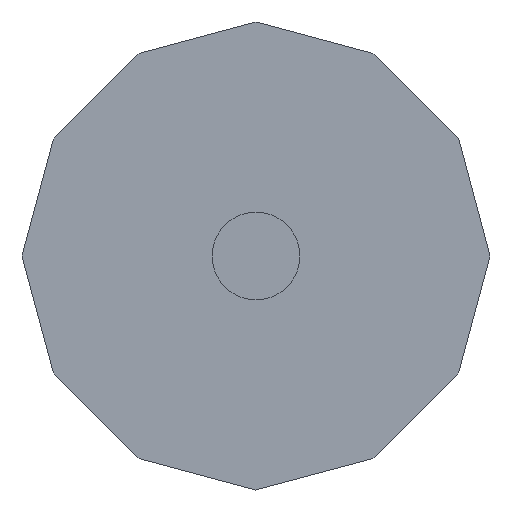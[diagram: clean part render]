
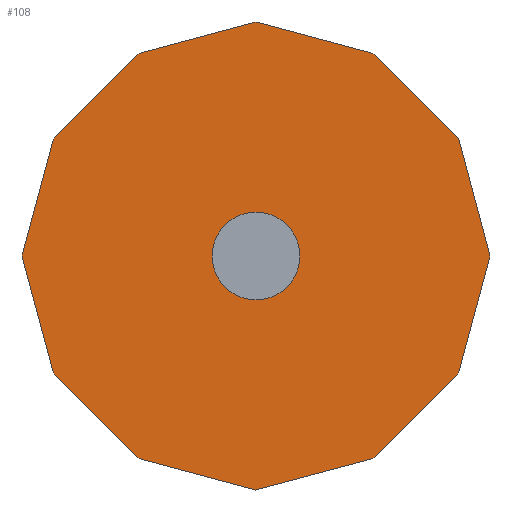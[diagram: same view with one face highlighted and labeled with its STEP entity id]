
A CAD part, front view. The second image highlights one B-rep face of the part: STEP entity #108.
In plain terms, the highlighted planar face has unit normal (0, -1, 0).
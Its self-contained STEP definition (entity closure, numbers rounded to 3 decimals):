
#20 = EDGE_LOOP ( 'NONE', ( #972, #212 ) ) ;
#22 = LINE ( 'NONE', #1840, #114 ) ;
#31 = AXIS2_PLACEMENT_3D ( 'NONE', #1109, #1943, #1328 ) ;
#51 = DIRECTION ( 'NONE',  ( 0., -1., 0. ) ) ;
#91 = EDGE_CURVE ( 'NONE', #908, #359, #1970, .T. ) ;
#105 = VECTOR ( 'NONE', #962, 1000. ) ;
#108 = ADVANCED_FACE ( 'NONE', ( #2573, #1138 ), #710, .T. ) ;
#114 = VECTOR ( 'NONE', #1461, 1000. ) ;
#145 = LINE ( 'NONE', #2220, #1087 ) ;
#154 = LINE ( 'NONE', #970, #1341 ) ;
#185 = VECTOR ( 'NONE', #1517, 1000. ) ;
#189 = ORIENTED_EDGE ( 'NONE', *, *, #251, .T. ) ;
#212 = ORIENTED_EDGE ( 'NONE', *, *, #558, .F. ) ;
#241 = CARTESIAN_POINT ( 'NONE',  ( 6., -3., 10.392 ) ) ;
#251 = EDGE_CURVE ( 'NONE', #2590, #2588, #154, .T. ) ;
#276 = VERTEX_POINT ( 'NONE', #1191 ) ;
#279 = DIRECTION ( 'NONE',  ( 0., -1., 0. ) ) ;
#314 = VECTOR ( 'NONE', #1576, 1000. ) ;
#324 = CARTESIAN_POINT ( 'NONE',  ( -6., -3., 10.392 ) ) ;
#345 = CARTESIAN_POINT ( 'NONE',  ( 12., -3., 0. ) ) ;
#349 = EDGE_CURVE ( 'NONE', #2500, #1187, #1289, .T. ) ;
#359 = VERTEX_POINT ( 'NONE', #1080 ) ;
#443 = ORIENTED_EDGE ( 'NONE', *, *, #1930, .T. ) ;
#494 = DIRECTION ( 'NONE',  ( 0., 0., -1. ) ) ;
#496 = CARTESIAN_POINT ( 'NONE',  ( -6., -3., 10.392 ) ) ;
#513 = EDGE_CURVE ( 'NONE', #2082, #908, #2556, .T. ) ;
#516 = CARTESIAN_POINT ( 'NONE',  ( 0., -3., 0. ) ) ;
#528 = ORIENTED_EDGE ( 'NONE', *, *, #1008, .T. ) ;
#529 = EDGE_CURVE ( 'NONE', #2588, #647, #2364, .T. ) ;
#558 = EDGE_CURVE ( 'NONE', #1486, #276, #2362, .T. ) ;
#590 = CARTESIAN_POINT ( 'NONE',  ( 12., -3., 0. ) ) ;
#603 = ORIENTED_EDGE ( 'NONE', *, *, #513, .T. ) ;
#611 = AXIS2_PLACEMENT_3D ( 'NONE', #1656, #51, #2508 ) ;
#620 = VECTOR ( 'NONE', #2189, 1000. ) ;
#637 = EDGE_CURVE ( 'NONE', #1187, #850, #22, .T. ) ;
#647 = VERTEX_POINT ( 'NONE', #590 ) ;
#710 = PLANE ( 'NONE',  #1476 ) ;
#835 = CARTESIAN_POINT ( 'NONE',  ( 0., -3., 12. ) ) ;
#847 = ORIENTED_EDGE ( 'NONE', *, *, #349, .T. ) ;
#850 = VERTEX_POINT ( 'NONE', #324 ) ;
#851 = CARTESIAN_POINT ( 'NONE',  ( 10.392, -3., 6. ) ) ;
#908 = VERTEX_POINT ( 'NONE', #2196 ) ;
#962 = DIRECTION ( 'NONE',  ( -0.259, 0., 0.966 ) ) ;
#966 = CARTESIAN_POINT ( 'NONE',  ( -6., -3., -10.392 ) ) ;
#970 = CARTESIAN_POINT ( 'NONE',  ( 6., -3., -10.392 ) ) ;
#972 = ORIENTED_EDGE ( 'NONE', *, *, #2489, .F. ) ;
#984 = CARTESIAN_POINT ( 'NONE',  ( -10.392, -3., 6. ) ) ;
#1008 = EDGE_CURVE ( 'NONE', #1416, #2082, #1641, .T. ) ;
#1077 = EDGE_LOOP ( 'NONE', ( #443, #847, #1867, #2670, #528, #603, #2222, #1366, #1756, #189, #1105, #1565 ) ) ;
#1080 = CARTESIAN_POINT ( 'NONE',  ( -6., -3., -10.392 ) ) ;
#1087 = VECTOR ( 'NONE', #1414, 1000. ) ;
#1105 = ORIENTED_EDGE ( 'NONE', *, *, #529, .T. ) ;
#1109 = CARTESIAN_POINT ( 'NONE',  ( 0., -3., 0. ) ) ;
#1123 = VECTOR ( 'NONE', #2147, 1000. ) ;
#1124 = LINE ( 'NONE', #496, #1261 ) ;
#1138 = FACE_OUTER_BOUND ( 'NONE', #1077, .T. ) ;
#1168 = CIRCLE ( 'NONE', #611, 2.25 ) ;
#1187 = VERTEX_POINT ( 'NONE', #835 ) ;
#1191 = CARTESIAN_POINT ( 'NONE',  ( 0., -3., -2.25 ) ) ;
#1261 = VECTOR ( 'NONE', #2592, 1000. ) ;
#1282 = EDGE_CURVE ( 'NONE', #850, #1416, #1124, .T. ) ;
#1289 = LINE ( 'NONE', #241, #2627 ) ;
#1328 = DIRECTION ( 'NONE',  ( 0., 0., -1. ) ) ;
#1334 = EDGE_CURVE ( 'NONE', #2363, #2590, #145, .T. ) ;
#1341 = VECTOR ( 'NONE', #1798, 1000. ) ;
#1366 = ORIENTED_EDGE ( 'NONE', *, *, #2049, .T. ) ;
#1414 = DIRECTION ( 'NONE',  ( 0.966, 0., 0.259 ) ) ;
#1416 = VERTEX_POINT ( 'NONE', #984 ) ;
#1461 = DIRECTION ( 'NONE',  ( -0.966, 0., -0.259 ) ) ;
#1476 = AXIS2_PLACEMENT_3D ( 'NONE', #516, #279, #494 ) ;
#1486 = VERTEX_POINT ( 'NONE', #2587 ) ;
#1517 = DIRECTION ( 'NONE',  ( 0.259, 0., 0.966 ) ) ;
#1545 = CARTESIAN_POINT ( 'NONE',  ( 6., -3., -10.392 ) ) ;
#1565 = ORIENTED_EDGE ( 'NONE', *, *, #1750, .T. ) ;
#1576 = DIRECTION ( 'NONE',  ( 0.259, 0., -0.966 ) ) ;
#1593 = CARTESIAN_POINT ( 'NONE',  ( 0., -3., -12. ) ) ;
#1641 = LINE ( 'NONE', #2242, #2604 ) ;
#1656 = CARTESIAN_POINT ( 'NONE',  ( 0., -3., 0. ) ) ;
#1671 = LINE ( 'NONE', #851, #2487 ) ;
#1704 = VERTEX_POINT ( 'NONE', #2227 ) ;
#1729 = CARTESIAN_POINT ( 'NONE',  ( 10.392, -3., -6. ) ) ;
#1750 = EDGE_CURVE ( 'NONE', #647, #1704, #2197, .T. ) ;
#1756 = ORIENTED_EDGE ( 'NONE', *, *, #1334, .T. ) ;
#1767 = CARTESIAN_POINT ( 'NONE',  ( -12., -3., 0. ) ) ;
#1798 = DIRECTION ( 'NONE',  ( 0.707, 0., 0.707 ) ) ;
#1836 = CARTESIAN_POINT ( 'NONE',  ( 6., -3., 10.392 ) ) ;
#1840 = CARTESIAN_POINT ( 'NONE',  ( 0., -3., 12. ) ) ;
#1867 = ORIENTED_EDGE ( 'NONE', *, *, #637, .T. ) ;
#1930 = EDGE_CURVE ( 'NONE', #1704, #2500, #1671, .T. ) ;
#1943 = DIRECTION ( 'NONE',  ( 0., -1., 0. ) ) ;
#1970 = LINE ( 'NONE', #1981, #1123 ) ;
#1981 = CARTESIAN_POINT ( 'NONE',  ( -10.392, -3., -6. ) ) ;
#2002 = LINE ( 'NONE', #966, #620 ) ;
#2049 = EDGE_CURVE ( 'NONE', #359, #2363, #2002, .T. ) ;
#2082 = VERTEX_POINT ( 'NONE', #1767 ) ;
#2094 = DIRECTION ( 'NONE',  ( -0.966, 0., 0.259 ) ) ;
#2147 = DIRECTION ( 'NONE',  ( 0.707, 0., -0.707 ) ) ;
#2189 = DIRECTION ( 'NONE',  ( 0.966, 0., -0.259 ) ) ;
#2196 = CARTESIAN_POINT ( 'NONE',  ( -10.392, -3., -6. ) ) ;
#2197 = LINE ( 'NONE', #345, #105 ) ;
#2220 = CARTESIAN_POINT ( 'NONE',  ( 0., -3., -12. ) ) ;
#2222 = ORIENTED_EDGE ( 'NONE', *, *, #91, .T. ) ;
#2227 = CARTESIAN_POINT ( 'NONE',  ( 10.392, -3., 6. ) ) ;
#2242 = CARTESIAN_POINT ( 'NONE',  ( -10.392, -3., 6. ) ) ;
#2362 = CIRCLE ( 'NONE', #31, 2.25 ) ;
#2363 = VERTEX_POINT ( 'NONE', #1593 ) ;
#2364 = LINE ( 'NONE', #1729, #185 ) ;
#2368 = CARTESIAN_POINT ( 'NONE',  ( 10.392, -3., -6. ) ) ;
#2468 = DIRECTION ( 'NONE',  ( -0.707, 0., 0.707 ) ) ;
#2478 = DIRECTION ( 'NONE',  ( -0.259, 0., -0.966 ) ) ;
#2487 = VECTOR ( 'NONE', #2468, 1000. ) ;
#2489 = EDGE_CURVE ( 'NONE', #276, #1486, #1168, .T. ) ;
#2500 = VERTEX_POINT ( 'NONE', #1836 ) ;
#2508 = DIRECTION ( 'NONE',  ( 0., 0., -1. ) ) ;
#2545 = CARTESIAN_POINT ( 'NONE',  ( -12., -3., 0. ) ) ;
#2556 = LINE ( 'NONE', #2545, #314 ) ;
#2573 = FACE_BOUND ( 'NONE', #20, .T. ) ;
#2587 = CARTESIAN_POINT ( 'NONE',  ( 0., -3., 2.25 ) ) ;
#2588 = VERTEX_POINT ( 'NONE', #2368 ) ;
#2590 = VERTEX_POINT ( 'NONE', #1545 ) ;
#2592 = DIRECTION ( 'NONE',  ( -0.707, 0., -0.707 ) ) ;
#2604 = VECTOR ( 'NONE', #2478, 1000. ) ;
#2627 = VECTOR ( 'NONE', #2094, 1000. ) ;
#2670 = ORIENTED_EDGE ( 'NONE', *, *, #1282, .T. ) ;
